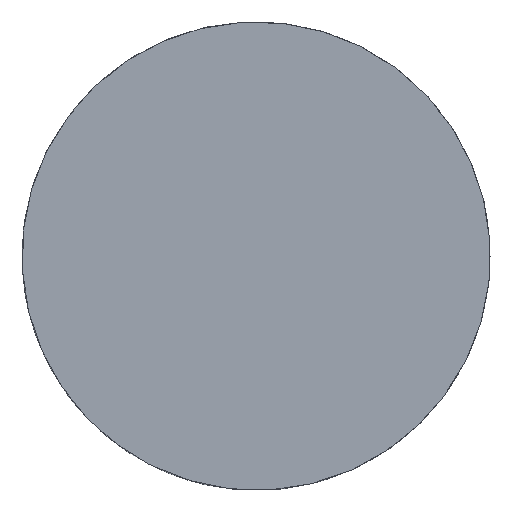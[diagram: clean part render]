
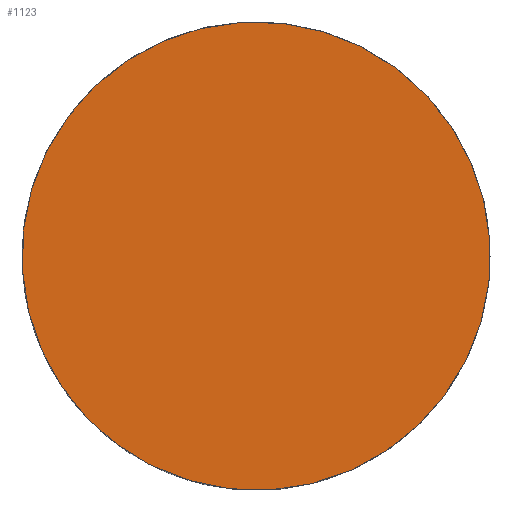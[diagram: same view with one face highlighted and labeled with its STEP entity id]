
A CAD part, front view. The second image highlights one B-rep face of the part: STEP entity #1123.
In plain terms, the highlighted face is planar.
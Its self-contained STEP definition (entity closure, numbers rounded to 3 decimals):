
#265=FACE_OUTER_BOUND('',#337,.T.);
#337=EDGE_LOOP('',(#764));
#416=CIRCLE('',#1227,85.);
#487=VERTEX_POINT('',#1749);
#596=EDGE_CURVE('',#487,#487,#416,.T.);
#764=ORIENTED_EDGE('',*,*,#596,.F.);
#1094=PLANE('',#1226);
#1123=ADVANCED_FACE('',(#265),#1094,.F.);
#1226=AXIS2_PLACEMENT_3D('',#1748,#1379,#1380);
#1227=AXIS2_PLACEMENT_3D('',#1750,#1381,#1382);
#1379=DIRECTION('center_axis',(0.,0.,1.));
#1380=DIRECTION('ref_axis',(1.,0.,0.));
#1381=DIRECTION('center_axis',(0.,0.,1.));
#1382=DIRECTION('ref_axis',(-1.,0.,0.));
#1748=CARTESIAN_POINT('Origin',(0.,88.4,79.5));
#1749=CARTESIAN_POINT('',(84.832,-5.337,79.5));
#1750=CARTESIAN_POINT('Origin',(0.,0.,79.5));
